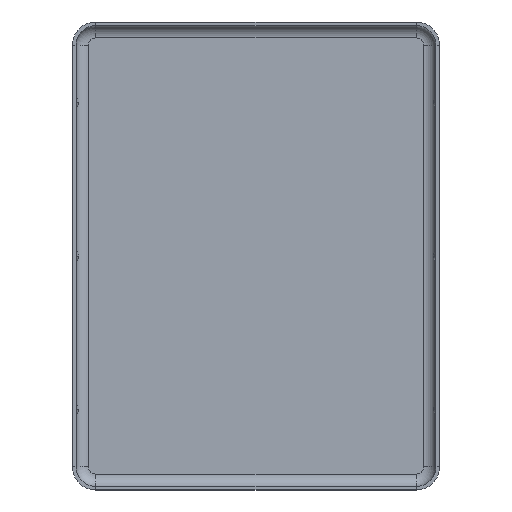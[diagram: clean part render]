
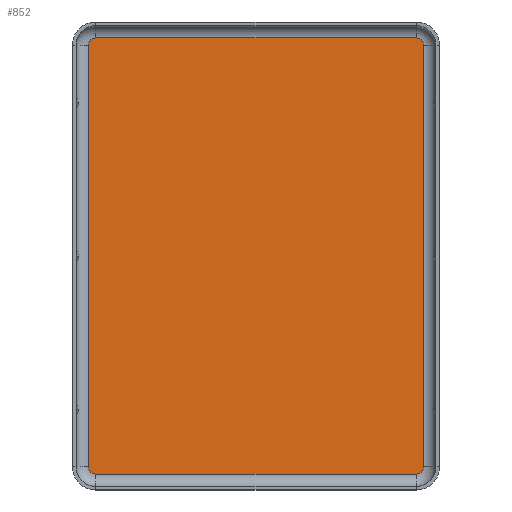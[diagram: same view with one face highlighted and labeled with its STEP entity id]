
A CAD part, front view. The second image highlights one B-rep face of the part: STEP entity #852.
In plain terms, the highlighted planar face has unit normal (0, -1, 0).
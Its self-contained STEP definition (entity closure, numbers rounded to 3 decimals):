
#21 = CARTESIAN_POINT ( 'NONE',  ( -13.05, 0., 17.15 ) ) ;
#29 = DIRECTION ( 'NONE',  ( -1., 0., 0. ) ) ;
#59 = DIRECTION ( 'NONE',  ( 1., 0., 0. ) ) ;
#121 = DIRECTION ( 'NONE',  ( 1., 0., 0. ) ) ;
#156 = AXIS2_PLACEMENT_3D ( 'NONE', #1107, #1673, #913 ) ;
#168 = AXIS2_PLACEMENT_3D ( 'NONE', #349, #1349, #59 ) ;
#233 = VERTEX_POINT ( 'NONE', #721 ) ;
#260 = CARTESIAN_POINT ( 'NONE',  ( 13.05, 0., -17.75 ) ) ;
#277 = VERTEX_POINT ( 'NONE', #1314 ) ;
#289 = CARTESIAN_POINT ( 'NONE',  ( 13.65, 0., 0. ) ) ;
#321 = ORIENTED_EDGE ( 'NONE', *, *, #1689, .F. ) ;
#349 = CARTESIAN_POINT ( 'NONE',  ( 13.05, 0., -17.15 ) ) ;
#371 = VERTEX_POINT ( 'NONE', #1783 ) ;
#396 = LINE ( 'NONE', #260, #1267 ) ;
#404 = CIRCLE ( 'NONE', #168, 0.6 ) ;
#441 = CARTESIAN_POINT ( 'NONE',  ( 13.65, 0., -17.15 ) ) ;
#464 = EDGE_CURVE ( 'NONE', #1612, #1730, #404, .T. ) ;
#498 = FACE_OUTER_BOUND ( 'NONE', #1666, .T. ) ;
#526 = PLANE ( 'NONE',  #156 ) ;
#574 = DIRECTION ( 'NONE',  ( 0., -1., 0. ) ) ;
#696 = ORIENTED_EDGE ( 'NONE', *, *, #464, .F. ) ;
#721 = CARTESIAN_POINT ( 'NONE',  ( 13.05, 0., 17.75 ) ) ;
#751 = CARTESIAN_POINT ( 'NONE',  ( 13.65, 0., 17.15 ) ) ;
#757 = VECTOR ( 'NONE', #850, 1000. ) ;
#793 = DIRECTION ( 'NONE',  ( 0., 0., -1. ) ) ;
#815 = CARTESIAN_POINT ( 'NONE',  ( -13.65, 0., 0. ) ) ;
#822 = AXIS2_PLACEMENT_3D ( 'NONE', #21, #1181, #29 ) ;
#846 = AXIS2_PLACEMENT_3D ( 'NONE', #1718, #989, #121 ) ;
#850 = DIRECTION ( 'NONE',  ( 0., 0., -1. ) ) ;
#852 = ADVANCED_FACE ( 'NONE', ( #498 ), #526, .T. ) ;
#883 = CARTESIAN_POINT ( 'NONE',  ( 13.05, 0., 17.75 ) ) ;
#902 = EDGE_CURVE ( 'NONE', #1730, #371, #396, .T. ) ;
#913 = DIRECTION ( 'NONE',  ( 0., 0., -1. ) ) ;
#972 = CIRCLE ( 'NONE', #822, 0.6 ) ;
#981 = EDGE_CURVE ( 'NONE', #1071, #1612, #1140, .T. ) ;
#984 = VERTEX_POINT ( 'NONE', #985 ) ;
#985 = CARTESIAN_POINT ( 'NONE',  ( -13.65, 0., -17.15 ) ) ;
#989 = DIRECTION ( 'NONE',  ( 0., -1., 0. ) ) ;
#993 = ORIENTED_EDGE ( 'NONE', *, *, #1036, .T. ) ;
#1013 = DIRECTION ( 'NONE',  ( -1., 0., 0. ) ) ;
#1036 = EDGE_CURVE ( 'NONE', #984, #371, #1213, .T. ) ;
#1051 = ORIENTED_EDGE ( 'NONE', *, *, #902, .F. ) ;
#1071 = VERTEX_POINT ( 'NONE', #751 ) ;
#1091 = LINE ( 'NONE', #815, #1659 ) ;
#1107 = CARTESIAN_POINT ( 'NONE',  ( 13.05, 0., -17.15 ) ) ;
#1134 = EDGE_CURVE ( 'NONE', #233, #1219, #1594, .T. ) ;
#1140 = LINE ( 'NONE', #289, #757 ) ;
#1148 = AXIS2_PLACEMENT_3D ( 'NONE', #1442, #574, #1013 ) ;
#1181 = DIRECTION ( 'NONE',  ( 0., 1., 0. ) ) ;
#1207 = EDGE_CURVE ( 'NONE', #1071, #233, #1217, .T. ) ;
#1213 = CIRCLE ( 'NONE', #1148, 0.6 ) ;
#1217 = CIRCLE ( 'NONE', #846, 0.6 ) ;
#1219 = VERTEX_POINT ( 'NONE', #1551 ) ;
#1257 = ORIENTED_EDGE ( 'NONE', *, *, #1842, .T. ) ;
#1267 = VECTOR ( 'NONE', #1826, 1000. ) ;
#1314 = CARTESIAN_POINT ( 'NONE',  ( -13.65, 0., 17.15 ) ) ;
#1349 = DIRECTION ( 'NONE',  ( 0., 1., 0. ) ) ;
#1353 = ORIENTED_EDGE ( 'NONE', *, *, #1134, .T. ) ;
#1442 = CARTESIAN_POINT ( 'NONE',  ( -13.05, 0., -17.15 ) ) ;
#1453 = DIRECTION ( 'NONE',  ( -1., 0., 0. ) ) ;
#1479 = VECTOR ( 'NONE', #1453, 1000. ) ;
#1551 = CARTESIAN_POINT ( 'NONE',  ( -13.05, 0., 17.75 ) ) ;
#1594 = LINE ( 'NONE', #883, #1479 ) ;
#1612 = VERTEX_POINT ( 'NONE', #441 ) ;
#1616 = CARTESIAN_POINT ( 'NONE',  ( 13.05, 0., -17.75 ) ) ;
#1659 = VECTOR ( 'NONE', #793, 1000. ) ;
#1666 = EDGE_LOOP ( 'NONE', ( #1051, #696, #1725, #1749, #1353, #321, #1257, #993 ) ) ;
#1673 = DIRECTION ( 'NONE',  ( 0., -1., 0. ) ) ;
#1689 = EDGE_CURVE ( 'NONE', #277, #1219, #972, .T. ) ;
#1718 = CARTESIAN_POINT ( 'NONE',  ( 13.05, 0., 17.15 ) ) ;
#1725 = ORIENTED_EDGE ( 'NONE', *, *, #981, .F. ) ;
#1730 = VERTEX_POINT ( 'NONE', #1616 ) ;
#1749 = ORIENTED_EDGE ( 'NONE', *, *, #1207, .T. ) ;
#1783 = CARTESIAN_POINT ( 'NONE',  ( -13.05, 0., -17.75 ) ) ;
#1826 = DIRECTION ( 'NONE',  ( -1., 0., 0. ) ) ;
#1842 = EDGE_CURVE ( 'NONE', #277, #984, #1091, .T. ) ;
